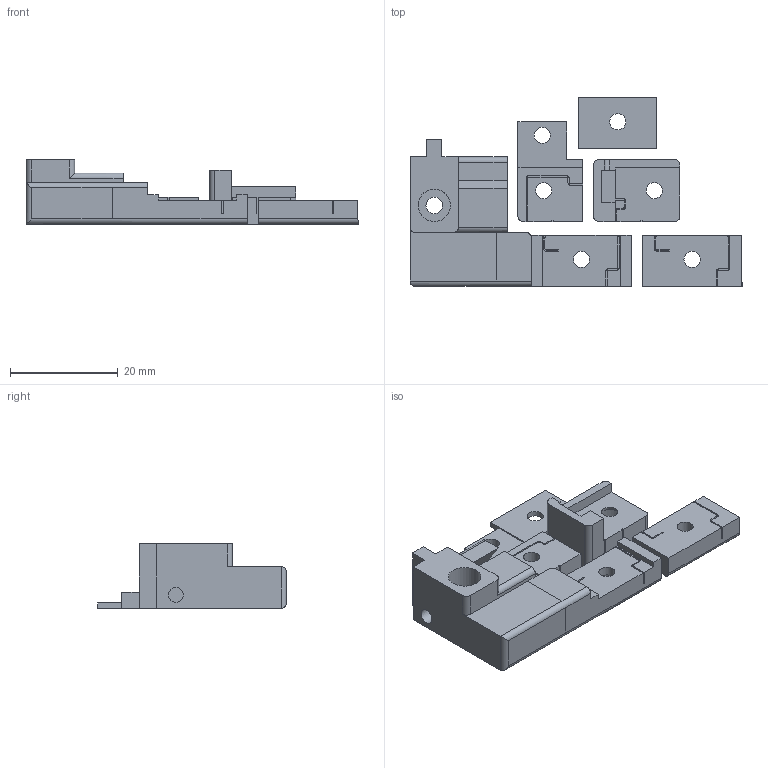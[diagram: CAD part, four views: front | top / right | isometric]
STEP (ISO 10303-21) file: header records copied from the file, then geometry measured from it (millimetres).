
FILE_DESCRIPTION(/* description */ (''),/* implementation_level */ '2;1');
FILE_NAME(/* name */ 'frame_to_bed_connection_frame_side.step',/* time_stamp */ '2020-01-12T12:48:13+01:00',/* author */ (''),/* organization */ (''),/* preprocessor_version */ 'ST-DEVELOPER v18',/* originating_system */ 'Autodesk Translation Framework v8.12.0.6',/* authorisation */ '');
FILE_SCHEMA (('AUTOMOTIVE_DESIGN { 1 0 10303 214 3 1 1 }'));
Length unit declared in the file: millimetre
Products named in the file (2): bed_connection_spring__double_side_1p0; bed_connection_spring__double_side_1p0_1
Assembly tree (1 placements, depth 2):
  bed_connection_spring__double_side_1p0
    bed_connection_spring__double_side_1p0_1
Bounding box: 61.5 x 35 x 12 mm (x, y, z)
Volume: 6818.7 mm3; surface area: 5804.7 mm2
Topology: 5 solids, 5 shells, 217 faces, 595 edges, 390 vertices
Faces by surface type: plane 156, cylinder 60, cone 1
Full cylindrical faces by diameter (mm): 2.8 x1, 3 x5, 3.1 x1, 6 x1, 7 x1
Entity records: 6923 total; most frequent: CARTESIAN_POINT 1205, ORIENTED_EDGE 1190, DIRECTION 1168, EDGE_CURVE 595, LINE 462, VECTOR 462, VERTEX_POINT 390, AXIS2_PLACEMENT_3D 353
